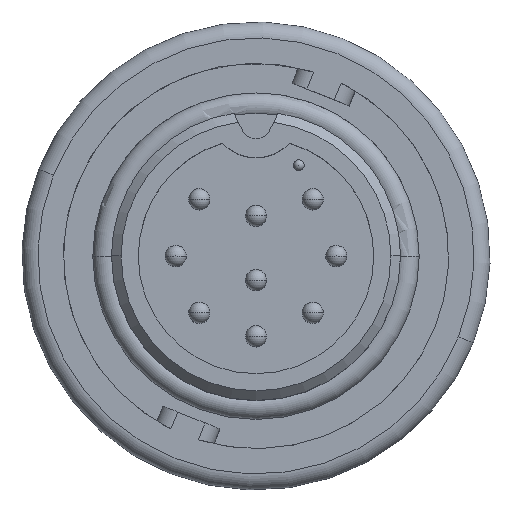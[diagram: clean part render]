
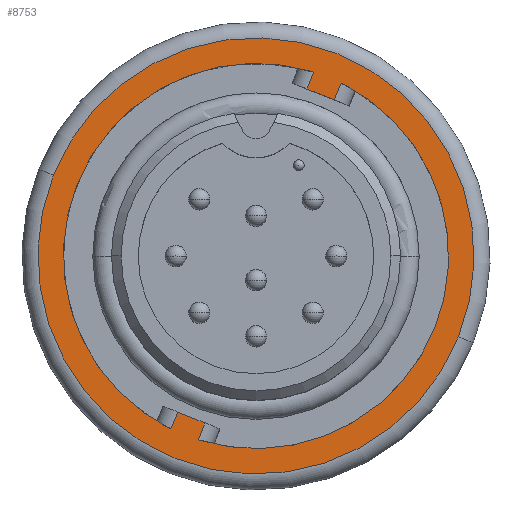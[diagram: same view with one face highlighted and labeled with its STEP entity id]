
A CAD part, top view. The second image highlights one B-rep face of the part: STEP entity #8753.
In plain terms, the highlighted planar face has unit normal (0, 0, 1).
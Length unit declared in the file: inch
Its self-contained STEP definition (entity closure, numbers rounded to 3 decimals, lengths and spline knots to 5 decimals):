
#355 = DIRECTION ( 'NONE',  ( 0.928, -0.371, 0. ) ) ;
#356 = DIRECTION ( 'NONE',  ( 0., 0., 1. ) ) ;
#357 = CARTESIAN_POINT ( 'NONE',  ( 0., 0., -0.013 ) ) ;
#358 = PLANE ( 'NONE',  #17873 ) ;
#377 = DIRECTION ( 'NONE',  ( 0.928, -0.371, 0. ) ) ;
#378 = CARTESIAN_POINT ( 'NONE',  ( 0.09516, 0.31197, -0.013 ) ) ;
#379 = LINE ( 'NONE', #378, #17859 ) ;
#569 = CARTESIAN_POINT ( 'NONE',  ( 0.15884, 0.32307, -0.013 ) ) ;
#601 = CARTESIAN_POINT ( 'NONE',  ( -0.37836, 0.15133, -0.013 ) ) ;
#737 = CARTESIAN_POINT ( 'NONE',  ( 0.33425, -0.13369, -0.013 ) ) ;
#777 = CARTESIAN_POINT ( 'NONE',  ( 0.37836, -0.15133, -0.013 ) ) ;
#906 = ORIENTED_EDGE ( 'NONE', *, *, #8924, .T. ) ;
#931 = ORIENTED_EDGE ( 'NONE', *, *, #9102, .F. ) ;
#941 = ORIENTED_EDGE ( 'NONE', *, *, #8201, .T. ) ;
#942 = ORIENTED_EDGE ( 'NONE', *, *, #9348, .F. ) ;
#956 = ORIENTED_EDGE ( 'NONE', *, *, #8745, .T. ) ;
#1867 = AXIS2_PLACEMENT_3D ( 'NONE', #10524, #10523, #10522 ) ;
#2239 = DIRECTION ( 'NONE',  ( 0.928, -0.371, 0. ) ) ;
#2240 = DIRECTION ( 'NONE',  ( 0., 0., 1. ) ) ;
#2241 = CARTESIAN_POINT ( 'NONE',  ( 0., 0., -0.013 ) ) ;
#2245 = DIRECTION ( 'NONE',  ( 0.928, -0.371, 0. ) ) ;
#2246 = DIRECTION ( 'NONE',  ( 0., 0., 1. ) ) ;
#2247 = CARTESIAN_POINT ( 'NONE',  ( 0., 0., -0.013 ) ) ;
#3738 = CIRCLE ( 'NONE', #1867, 0.4075 ) ;
#3958 = CIRCLE ( 'NONE', #17943, 0.4075 ) ;
#4031 = CIRCLE ( 'NONE', #6109, 0.36 ) ;
#4035 = CIRCLE ( 'NONE', #6065, 0.36 ) ;
#4036 = CIRCLE ( 'NONE', #6068, 0.36 ) ;
#4531 = CARTESIAN_POINT ( 'NONE',  ( 0., 0., -0.013 ) ) ;
#4695 = DIRECTION ( 'NONE',  ( 0.928, -0.371, 0. ) ) ;
#4887 = DIRECTION ( 'NONE',  ( 0., 0., 1. ) ) ;
#4904 = DIRECTION ( 'NONE',  ( -0.371, -0.928, 0. ) ) ;
#4905 = CARTESIAN_POINT ( 'NONE',  ( 0.1648, 0.33797, -0.013 ) ) ;
#4906 = LINE ( 'NONE', #4905, #6239 ) ;
#6024 = VECTOR ( 'NONE', #16213, 39.37008 ) ;
#6065 = AXIS2_PLACEMENT_3D ( 'NONE', #2241, #2240, #2239 ) ;
#6068 = AXIS2_PLACEMENT_3D ( 'NONE', #2247, #2246, #2245 ) ;
#6109 = AXIS2_PLACEMENT_3D ( 'NONE', #7719, #7968, #7757 ) ;
#6239 = VECTOR ( 'NONE', #4904, 39.37008 ) ;
#6582 = ORIENTED_EDGE ( 'NONE', *, *, #9405, .F. ) ;
#6661 = ORIENTED_EDGE ( 'NONE', *, *, #9440, .T. ) ;
#6674 = ORIENTED_EDGE ( 'NONE', *, *, #8642, .F. ) ;
#6804 = ORIENTED_EDGE ( 'NONE', *, *, #8688, .T. ) ;
#6937 = ORIENTED_EDGE ( 'NONE', *, *, #8615, .T. ) ;
#7719 = CARTESIAN_POINT ( 'NONE',  ( 0., 0., -0.013 ) ) ;
#7757 = DIRECTION ( 'NONE',  ( 0.928, -0.371, 0. ) ) ;
#7968 = DIRECTION ( 'NONE',  ( 0., 0., 1. ) ) ;
#8201 = EDGE_CURVE ( 'NONE', #16706, #16530, #3738, .T. ) ;
#8615 = EDGE_CURVE ( 'NONE', #16896, #17014, #11908, .T. ) ;
#8642 = EDGE_CURVE ( 'NONE', #17050, #17014, #11816, .T. ) ;
#8688 = EDGE_CURVE ( 'NONE', #17086, #16852, #11667, .T. ) ;
#8745 = EDGE_CURVE ( 'NONE', #16852, #16998, #379, .T. ) ;
#8753 = ADVANCED_FACE ( 'NONE', ( #17867, #17870 ), #358, .T. ) ;
#8924 = EDGE_CURVE ( 'NONE', #16530, #16706, #3958, .T. ) ;
#9102 = EDGE_CURVE ( 'NONE', #16738, #16998, #4906, .T. ) ;
#9264 = CARTESIAN_POINT ( 'NONE',  ( -0.10777, -0.34349, -0.013 ) ) ;
#9348 = EDGE_CURVE ( 'NONE', #16570, #16738, #4031, .T. ) ;
#9403 = EDGE_CURVE ( 'NONE', #19032, #16570, #4036, .T. ) ;
#9405 = EDGE_CURVE ( 'NONE', #17086, #17050, #4035, .T. ) ;
#9440 = EDGE_CURVE ( 'NONE', #19032, #16896, #16215, .T. ) ;
#10522 = DIRECTION ( 'NONE',  ( 0.928, -0.371, 0. ) ) ;
#10523 = DIRECTION ( 'NONE',  ( 0., 0., 1. ) ) ;
#10524 = CARTESIAN_POINT ( 'NONE',  ( 0., 0., -0.013 ) ) ;
#10704 = ORIENTED_EDGE ( 'NONE', *, *, #9403, .F. ) ;
#11665 = DIRECTION ( 'NONE',  ( -0.371, -0.928, 0. ) ) ;
#11666 = CARTESIAN_POINT ( 'NONE',  ( 0.11373, 0.35839, -0.013 ) ) ;
#11667 = LINE ( 'NONE', #11666, #18085 ) ;
#11814 = DIRECTION ( 'NONE',  ( 0.371, 0.928, 0. ) ) ;
#11815 = CARTESIAN_POINT ( 'NONE',  ( -0.1648, -0.33797, -0.013 ) ) ;
#11816 = LINE ( 'NONE', #11815, #18068 ) ;
#11906 = DIRECTION ( 'NONE',  ( -0.928, 0.371, 0. ) ) ;
#11907 = CARTESIAN_POINT ( 'NONE',  ( -0.09516, -0.31197, -0.013 ) ) ;
#11908 = LINE ( 'NONE', #11907, #17824 ) ;
#12157 = CARTESIAN_POINT ( 'NONE',  ( 0.10777, 0.34349, -0.013 ) ) ;
#12175 = CARTESIAN_POINT ( 'NONE',  ( -0.15884, -0.32307, -0.013 ) ) ;
#12193 = CARTESIAN_POINT ( 'NONE',  ( -0.14623, -0.29155, -0.013 ) ) ;
#12201 = CARTESIAN_POINT ( 'NONE',  ( 0.14623, 0.29155, -0.013 ) ) ;
#12252 = CARTESIAN_POINT ( 'NONE',  ( -0.09516, -0.31197, -0.013 ) ) ;
#12274 = CARTESIAN_POINT ( 'NONE',  ( 0.09516, 0.31197, -0.013 ) ) ;
#13727 = EDGE_LOOP ( 'NONE', ( #10704, #6661, #6937, #6674, #6582, #6804, #956, #931, #942 ) ) ;
#13846 = EDGE_LOOP ( 'NONE', ( #906, #941 ) ) ;
#16213 = DIRECTION ( 'NONE',  ( 0.371, 0.928, 0. ) ) ;
#16214 = CARTESIAN_POINT ( 'NONE',  ( -0.11373, -0.35839, -0.013 ) ) ;
#16215 = LINE ( 'NONE', #16214, #6024 ) ;
#16530 = VERTEX_POINT ( 'NONE', #777 ) ;
#16570 = VERTEX_POINT ( 'NONE', #737 ) ;
#16706 = VERTEX_POINT ( 'NONE', #601 ) ;
#16738 = VERTEX_POINT ( 'NONE', #569 ) ;
#16852 = VERTEX_POINT ( 'NONE', #12274 ) ;
#16896 = VERTEX_POINT ( 'NONE', #12252 ) ;
#16998 = VERTEX_POINT ( 'NONE', #12201 ) ;
#17014 = VERTEX_POINT ( 'NONE', #12193 ) ;
#17050 = VERTEX_POINT ( 'NONE', #12175 ) ;
#17086 = VERTEX_POINT ( 'NONE', #12157 ) ;
#17824 = VECTOR ( 'NONE', #11906, 39.37008 ) ;
#17859 = VECTOR ( 'NONE', #377, 39.37008 ) ;
#17867 = FACE_BOUND ( 'NONE', #13727, .T. ) ;
#17870 = FACE_OUTER_BOUND ( 'NONE', #13846, .T. ) ;
#17873 = AXIS2_PLACEMENT_3D ( 'NONE', #357, #356, #355 ) ;
#17943 = AXIS2_PLACEMENT_3D ( 'NONE', #4531, #4887, #4695 ) ;
#18068 = VECTOR ( 'NONE', #11814, 39.37008 ) ;
#18085 = VECTOR ( 'NONE', #11665, 39.37008 ) ;
#19032 = VERTEX_POINT ( 'NONE', #9264 ) ;
